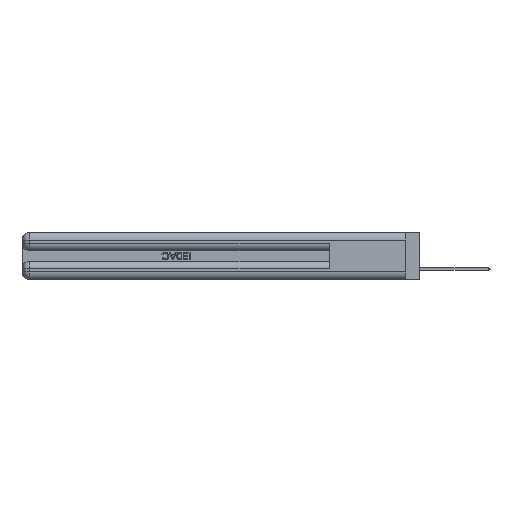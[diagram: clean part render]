
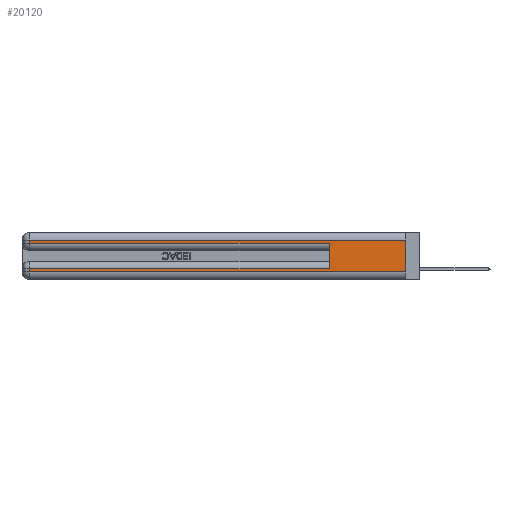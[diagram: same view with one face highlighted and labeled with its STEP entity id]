
A CAD part, left-side view. The second image highlights one B-rep face of the part: STEP entity #20120.
In plain terms, the highlighted planar face has unit normal (-1, 0, 0).
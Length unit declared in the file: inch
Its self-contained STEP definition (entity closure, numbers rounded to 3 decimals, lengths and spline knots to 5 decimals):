
#1448 = VECTOR ( 'NONE', #41245, 39.37008 ) ;
#2525 = VERTEX_POINT ( 'NONE', #40166 ) ;
#2839 = LINE ( 'NONE', #9751, #33514 ) ;
#3437 = LINE ( 'NONE', #6279, #39609 ) ;
#3483 = EDGE_CURVE ( 'NONE', #23568, #17586, #35907, .T. ) ;
#3514 = DIRECTION ( 'NONE',  ( 0., 0., -1. ) ) ;
#4469 = FACE_OUTER_BOUND ( 'NONE', #35370, .T. ) ;
#4582 = VERTEX_POINT ( 'NONE', #10456 ) ;
#5571 = EDGE_CURVE ( 'NONE', #33067, #4582, #2839, .T. ) ;
#6279 = CARTESIAN_POINT ( 'NONE',  ( 0., 0., 0.285 ) ) ;
#6789 = VECTOR ( 'NONE', #25758, 39.37008 ) ;
#7271 = ORIENTED_EDGE ( 'NONE', *, *, #35022, .T. ) ;
#9751 = CARTESIAN_POINT ( 'NONE',  ( 0., 0., 0.085 ) ) ;
#10456 = CARTESIAN_POINT ( 'NONE',  ( 0., 2.94, 0.085 ) ) ;
#11516 = CARTESIAN_POINT ( 'NONE',  ( 0., 0.6, 0.085 ) ) ;
#11773 = EDGE_CURVE ( 'NONE', #2525, #41258, #24768, .T. ) ;
#12235 = VERTEX_POINT ( 'NONE', #45906 ) ;
#12656 = ORIENTED_EDGE ( 'NONE', *, *, #11773, .T. ) ;
#12787 = DIRECTION ( 'NONE',  ( 0., 0., -1. ) ) ;
#13461 = CARTESIAN_POINT ( 'NONE',  ( 0., 2.94, 0.37 ) ) ;
#14514 = LINE ( 'NONE', #39611, #18997 ) ;
#16361 = CARTESIAN_POINT ( 'NONE',  ( 0., 2.94, 0.37 ) ) ;
#17586 = VERTEX_POINT ( 'NONE', #34834 ) ;
#17684 = LINE ( 'NONE', #21839, #38872 ) ;
#17975 = DIRECTION ( 'NONE',  ( 0., 0., 1. ) ) ;
#18561 = VECTOR ( 'NONE', #33203, 39.37008 ) ;
#18997 = VECTOR ( 'NONE', #3514, 39.37008 ) ;
#20120 = ADVANCED_FACE ( 'NONE', ( #4469 ), #38824, .F. ) ;
#20490 = LINE ( 'NONE', #16361, #1448 ) ;
#21506 = VECTOR ( 'NONE', #35152, 39.37008 ) ;
#21705 = ORIENTED_EDGE ( 'NONE', *, *, #5571, .T. ) ;
#21724 = VERTEX_POINT ( 'NONE', #26617 ) ;
#21839 = CARTESIAN_POINT ( 'NONE',  ( 0., 0.6, 0.145 ) ) ;
#22052 = EDGE_CURVE ( 'NONE', #33067, #12235, #17684, .T. ) ;
#23568 = VERTEX_POINT ( 'NONE', #32278 ) ;
#24768 = LINE ( 'NONE', #39978, #18561 ) ;
#25758 = DIRECTION ( 'NONE',  ( 0., -1., 0. ) ) ;
#25813 = ORIENTED_EDGE ( 'NONE', *, *, #3483, .T. ) ;
#26516 = ORIENTED_EDGE ( 'NONE', *, *, #45512, .T. ) ;
#26617 = CARTESIAN_POINT ( 'NONE',  ( 0., 2.94, 0.285 ) ) ;
#27618 = DIRECTION ( 'NONE',  ( 0., 1., 0. ) ) ;
#29250 = ORIENTED_EDGE ( 'NONE', *, *, #22052, .F. ) ;
#32278 = CARTESIAN_POINT ( 'NONE',  ( 0., 2.94, 0.06 ) ) ;
#33067 = VERTEX_POINT ( 'NONE', #11516 ) ;
#33203 = DIRECTION ( 'NONE',  ( 0., 1., 0. ) ) ;
#33514 = VECTOR ( 'NONE', #27618, 39.37008 ) ;
#34113 = EDGE_CURVE ( 'NONE', #2525, #17586, #14514, .T. ) ;
#34758 = DIRECTION ( 'NONE',  ( 1., 0., 0. ) ) ;
#34834 = CARTESIAN_POINT ( 'NONE',  ( 0., 0., 0.06 ) ) ;
#34851 = DIRECTION ( 'NONE',  ( 0., -1., 0. ) ) ;
#35022 = EDGE_CURVE ( 'NONE', #4582, #23568, #40969, .T. ) ;
#35152 = DIRECTION ( 'NONE',  ( 0., 0., -1. ) ) ;
#35176 = ORIENTED_EDGE ( 'NONE', *, *, #34113, .F. ) ;
#35370 = EDGE_LOOP ( 'NONE', ( #35176, #12656, #39902, #26516, #29250, #21705, #7271, #25813 ) ) ;
#35907 = LINE ( 'NONE', #36615, #6789 ) ;
#36615 = CARTESIAN_POINT ( 'NONE',  ( 0., 0., 0.06 ) ) ;
#38824 = PLANE ( 'NONE',  #44973 ) ;
#38872 = VECTOR ( 'NONE', #17975, 39.37008 ) ;
#39609 = VECTOR ( 'NONE', #34851, 39.37008 ) ;
#39611 = CARTESIAN_POINT ( 'NONE',  ( 0., 0., 0.37 ) ) ;
#39902 = ORIENTED_EDGE ( 'NONE', *, *, #42004, .T. ) ;
#39978 = CARTESIAN_POINT ( 'NONE',  ( 0., 0., 0.31 ) ) ;
#40166 = CARTESIAN_POINT ( 'NONE',  ( 0., 0., 0.31 ) ) ;
#40969 = LINE ( 'NONE', #13461, #21506 ) ;
#41245 = DIRECTION ( 'NONE',  ( 0., 0., -1. ) ) ;
#41258 = VERTEX_POINT ( 'NONE', #43006 ) ;
#41577 = CARTESIAN_POINT ( 'NONE',  ( 0., 0., 0.37 ) ) ;
#42004 = EDGE_CURVE ( 'NONE', #41258, #21724, #20490, .T. ) ;
#43006 = CARTESIAN_POINT ( 'NONE',  ( 0., 2.94, 0.31 ) ) ;
#44973 = AXIS2_PLACEMENT_3D ( 'NONE', #41577, #34758, #12787 ) ;
#45512 = EDGE_CURVE ( 'NONE', #21724, #12235, #3437, .T. ) ;
#45906 = CARTESIAN_POINT ( 'NONE',  ( 0., 0.6, 0.285 ) ) ;
